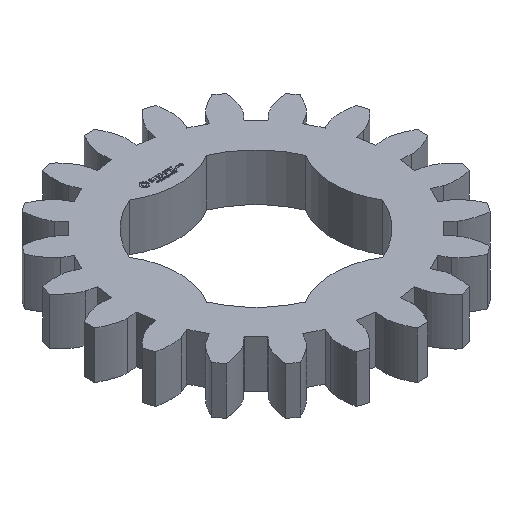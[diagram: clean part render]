
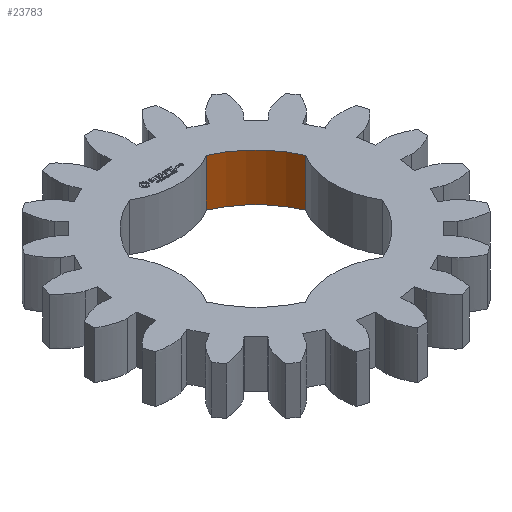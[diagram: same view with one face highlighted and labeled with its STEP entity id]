
A CAD part, isometric view. The second image highlights one B-rep face of the part: STEP entity #23783.
In plain terms, the highlighted cylindrical face has radius 6.35 mm (diameter 12.7 mm), a partial arc.
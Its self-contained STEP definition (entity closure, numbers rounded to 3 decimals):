
#93 = PLANE('',#94);
#94 = AXIS2_PLACEMENT_3D('',#95,#96,#97);
#95 = CARTESIAN_POINT('',(0.,0.,3.125)
  );
#96 = DIRECTION('',(0.,0.,1.));
#97 = DIRECTION('',(1.,0.,0.));
#168 = PLANE('',#169);
#169 = AXIS2_PLACEMENT_3D('',#170,#171,#172);
#170 = CARTESIAN_POINT('',(0.,0.,0.));
#171 = DIRECTION('',(0.,0.,1.));
#172 = DIRECTION('',(1.,0.,0.));
#5954 = VERTEX_POINT('',#5955);
#5955 = CARTESIAN_POINT('',(2.55,5.816,0.));
#5970 = CYLINDRICAL_SURFACE('',#5971,4.9);
#5971 = AXIS2_PLACEMENT_3D('',#5972,#5973,#5974);
#5972 = CARTESIAN_POINT('',(0.,10.,0.));
#5973 = DIRECTION('',(0.,-0.,-1.));
#5974 = DIRECTION('',(0.707,0.707,0.));
#5982 = EDGE_CURVE('',#5983,#5954,#5985,.T.);
#5983 = VERTEX_POINT('',#5984);
#5984 = CARTESIAN_POINT('',(5.816,2.55,0.));
#5985 = SURFACE_CURVE('',#5986,(#5991,#5998),.PCURVE_S1.);
#5986 = CIRCLE('',#5987,6.35);
#5987 = AXIS2_PLACEMENT_3D('',#5988,#5989,#5990);
#5988 = CARTESIAN_POINT('',(0.,0.,0.));
#5989 = DIRECTION('',(0.,-0.,1.));
#5990 = DIRECTION('',(0.707,0.707,0.));
#5991 = PCURVE('',#168,#5992);
#5992 = DEFINITIONAL_REPRESENTATION('',(#5993),#5997);
#5993 = CIRCLE('',#5994,6.35);
#5994 = AXIS2_PLACEMENT_2D('',#5995,#5996);
#5995 = CARTESIAN_POINT('',(0.,0.));
#5996 = DIRECTION('',(0.707,0.707));
#5997 = ( GEOMETRIC_REPRESENTATION_CONTEXT(2) 
PARAMETRIC_REPRESENTATION_CONTEXT() REPRESENTATION_CONTEXT('2D SPACE',''
  ) );
#5998 = PCURVE('',#5999,#6004);
#5999 = CYLINDRICAL_SURFACE('',#6000,6.35);
#6000 = AXIS2_PLACEMENT_3D('',#6001,#6002,#6003);
#6001 = CARTESIAN_POINT('',(0.,0.,0.));
#6002 = DIRECTION('',(0.,-0.,-1.));
#6003 = DIRECTION('',(0.707,0.707,0.));
#6004 = DEFINITIONAL_REPRESENTATION('',(#6005),#6009);
#6005 = LINE('',#6006,#6007);
#6006 = CARTESIAN_POINT('',(-0.,0.));
#6007 = VECTOR('',#6008,1.);
#6008 = DIRECTION('',(-1.,0.));
#6009 = ( GEOMETRIC_REPRESENTATION_CONTEXT(2) 
PARAMETRIC_REPRESENTATION_CONTEXT() REPRESENTATION_CONTEXT('2D SPACE',''
  ) );
#6028 = CYLINDRICAL_SURFACE('',#6029,4.9);
#6029 = AXIS2_PLACEMENT_3D('',#6030,#6031,#6032);
#6030 = CARTESIAN_POINT('',(10.,0.,0.));
#6031 = DIRECTION('',(0.,-0.,-1.));
#6032 = DIRECTION('',(0.707,0.707,0.));
#10170 = VERTEX_POINT('',#10171);
#10171 = CARTESIAN_POINT('',(2.55,5.816,3.125));
#10193 = EDGE_CURVE('',#10194,#10170,#10196,.T.);
#10194 = VERTEX_POINT('',#10195);
#10195 = CARTESIAN_POINT('',(5.816,2.55,3.125));
#10196 = SURFACE_CURVE('',#10197,(#10202,#10209),.PCURVE_S1.);
#10197 = CIRCLE('',#10198,6.35);
#10198 = AXIS2_PLACEMENT_3D('',#10199,#10200,#10201);
#10199 = CARTESIAN_POINT('',(0.,0.,3.125
    ));
#10200 = DIRECTION('',(0.,-0.,1.));
#10201 = DIRECTION('',(0.707,0.707,0.));
#10202 = PCURVE('',#93,#10203);
#10203 = DEFINITIONAL_REPRESENTATION('',(#10204),#10208);
#10204 = CIRCLE('',#10205,6.35);
#10205 = AXIS2_PLACEMENT_2D('',#10206,#10207);
#10206 = CARTESIAN_POINT('',(0.,0.));
#10207 = DIRECTION('',(0.707,0.707));
#10208 = ( GEOMETRIC_REPRESENTATION_CONTEXT(2) 
PARAMETRIC_REPRESENTATION_CONTEXT() REPRESENTATION_CONTEXT('2D SPACE',''
  ) );
#10209 = PCURVE('',#5999,#10210);
#10210 = DEFINITIONAL_REPRESENTATION('',(#10211),#10215);
#10211 = LINE('',#10212,#10213);
#10212 = CARTESIAN_POINT('',(-0.,-3.125));
#10213 = VECTOR('',#10214,1.);
#10214 = DIRECTION('',(-1.,0.));
#10215 = ( GEOMETRIC_REPRESENTATION_CONTEXT(2) 
PARAMETRIC_REPRESENTATION_CONTEXT() REPRESENTATION_CONTEXT('2D SPACE',''
  ) );
#23760 = EDGE_CURVE('',#5983,#10194,#23761,.T.);
#23761 = SURFACE_CURVE('',#23762,(#23766,#23773),.PCURVE_S1.);
#23762 = LINE('',#23763,#23764);
#23763 = CARTESIAN_POINT('',(5.816,2.55,0.));
#23764 = VECTOR('',#23765,1.);
#23765 = DIRECTION('',(0.,0.,1.));
#23766 = PCURVE('',#6028,#23767);
#23767 = DEFINITIONAL_REPRESENTATION('',(#23768),#23772);
#23768 = LINE('',#23769,#23770);
#23769 = CARTESIAN_POINT('',(-1.809,0.));
#23770 = VECTOR('',#23771,1.);
#23771 = DIRECTION('',(-0.,-1.));
#23772 = ( GEOMETRIC_REPRESENTATION_CONTEXT(2) 
PARAMETRIC_REPRESENTATION_CONTEXT() REPRESENTATION_CONTEXT('2D SPACE',''
  ) );
#23773 = PCURVE('',#5999,#23774);
#23774 = DEFINITIONAL_REPRESENTATION('',(#23775),#23779);
#23775 = LINE('',#23776,#23777);
#23776 = CARTESIAN_POINT('',(-5.911,0.));
#23777 = VECTOR('',#23778,1.);
#23778 = DIRECTION('',(-0.,-1.));
#23779 = ( GEOMETRIC_REPRESENTATION_CONTEXT(2) 
PARAMETRIC_REPRESENTATION_CONTEXT() REPRESENTATION_CONTEXT('2D SPACE',''
  ) );
#23783 = ADVANCED_FACE('',(#23784),#5999,.F.);
#23784 = FACE_BOUND('',#23785,.T.);
#23785 = EDGE_LOOP('',(#23786,#23787,#23788,#23809));
#23786 = ORIENTED_EDGE('',*,*,#23760,.T.);
#23787 = ORIENTED_EDGE('',*,*,#10193,.T.);
#23788 = ORIENTED_EDGE('',*,*,#23789,.F.);
#23789 = EDGE_CURVE('',#5954,#10170,#23790,.T.);
#23790 = SURFACE_CURVE('',#23791,(#23795,#23802),.PCURVE_S1.);
#23791 = LINE('',#23792,#23793);
#23792 = CARTESIAN_POINT('',(2.55,5.816,0.));
#23793 = VECTOR('',#23794,1.);
#23794 = DIRECTION('',(0.,0.,1.));
#23795 = PCURVE('',#5999,#23796);
#23796 = DEFINITIONAL_REPRESENTATION('',(#23797),#23801);
#23797 = LINE('',#23798,#23799);
#23798 = CARTESIAN_POINT('',(-6.655,0.));
#23799 = VECTOR('',#23800,1.);
#23800 = DIRECTION('',(-0.,-1.));
#23801 = ( GEOMETRIC_REPRESENTATION_CONTEXT(2) 
PARAMETRIC_REPRESENTATION_CONTEXT() REPRESENTATION_CONTEXT('2D SPACE',''
  ) );
#23802 = PCURVE('',#5970,#23803);
#23803 = DEFINITIONAL_REPRESENTATION('',(#23804),#23808);
#23804 = LINE('',#23805,#23806);
#23805 = CARTESIAN_POINT('',(-4.474,0.));
#23806 = VECTOR('',#23807,1.);
#23807 = DIRECTION('',(-0.,-1.));
#23808 = ( GEOMETRIC_REPRESENTATION_CONTEXT(2) 
PARAMETRIC_REPRESENTATION_CONTEXT() REPRESENTATION_CONTEXT('2D SPACE',''
  ) );
#23809 = ORIENTED_EDGE('',*,*,#5982,.F.);
